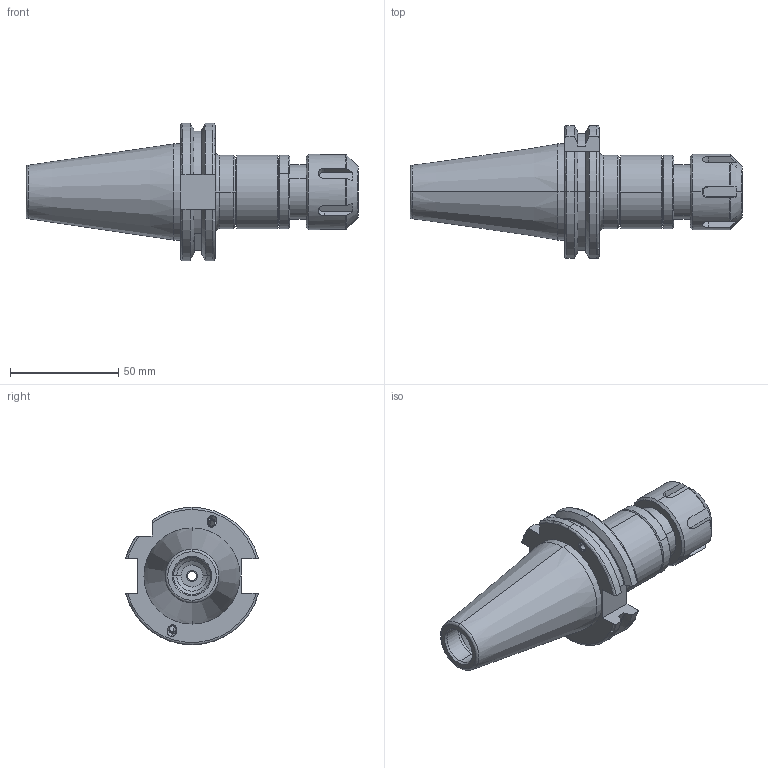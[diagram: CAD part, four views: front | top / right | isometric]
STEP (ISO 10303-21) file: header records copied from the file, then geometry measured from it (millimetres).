
FILE_DESCRIPTION (( 'STEP AP203' ), '1' );
FILE_NAME ('91406-GSL2ER20.STEP', '2022-09-02T10:26:28', ( '' ), ( '' ), 'SwSTEP 2.0', 'SolidWorks 2018', '' );
FILE_SCHEMA (( 'CONFIG_CONTROL_DESIGN' ));
Length unit declared in the file: millimetre
Products named in the file (7): 91406-GSL2ER20; SK40STCER20080F; GS-M4X4_DIN 913 - M4 x 4-N; STCER20COLLETBODY; STC ER25 OUTER RING; NUTER20SEALED SLOTTED
Assembly tree (7 placements, depth 3):
  91406-GSL2ER20
    SK40STCER20080F
      SK40STCER20080F
      GS-M4X4_DIN 913 - M4 x 4-N  x2
      STCER20COLLETBODY
      STC ER25 OUTER RING
      NUTER20SEALED SLOTTED
Bounding box: 153.6 x 61.48 x 63.55 mm (x, y, z)
Volume: 143152.2 mm3; surface area: 43010.7 mm2
Topology: 6 solids, 6 shells, 409 faces, 988 edges, 617 vertices
Faces by surface type: cone 140, cylinder 136, plane 98, torus 35
Entity records: 11841 total; most frequent: CARTESIAN_POINT 2524, DIRECTION 1920, ORIENTED_EDGE 1716, EDGE_CURVE 858, AXIS2_PLACEMENT_3D 795, VERTEX_POINT 541, CIRCLE 422, EDGE_LOOP 413
